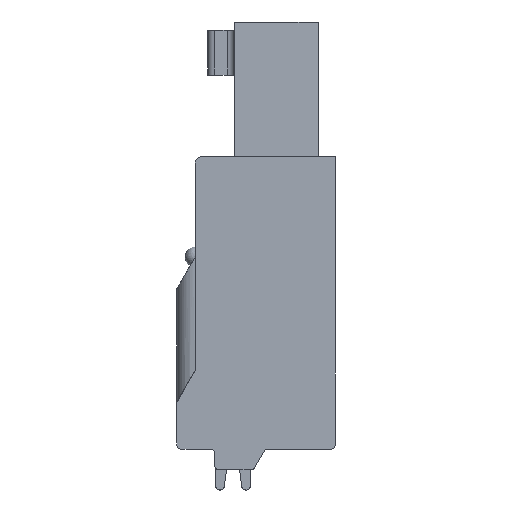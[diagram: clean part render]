
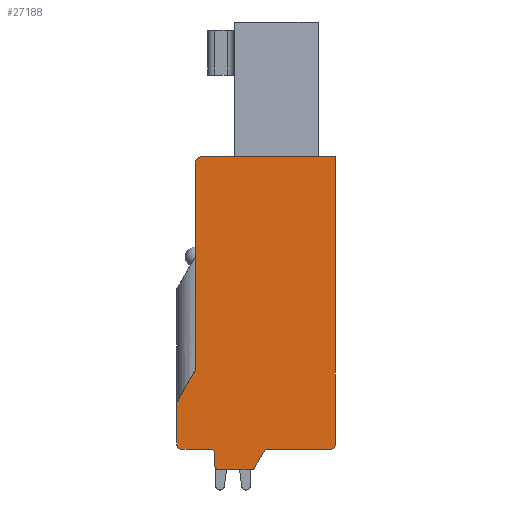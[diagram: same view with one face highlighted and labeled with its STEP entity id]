
A CAD part, front view. The second image highlights one B-rep face of the part: STEP entity #27188.
In plain terms, the highlighted planar face has unit normal (0, -1, 0).
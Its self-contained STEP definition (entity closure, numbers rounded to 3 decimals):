
#2870=DIRECTION('',(0.,0.,-1.));
#2871=VECTOR('',#2870,10.141);
#2872=CARTESIAN_POINT('',(-6.85,0.,-0.3));
#2873=LINE('',#2872,#2871);
#3267=DIRECTION('',(0.,0.,-1.));
#3268=VECTOR('',#3267,2.1);
#3269=CARTESIAN_POINT('',(-7.75,0.,-12.));
#3270=LINE('',#3269,#3268);
#3283=DIRECTION('',(1.,0.,0.));
#3284=VECTOR('',#3283,1.45);
#3285=CARTESIAN_POINT('',(-7.55,0.,-14.3));
#3286=LINE('',#3285,#3284);
#3291=DIRECTION('',(1.,0.,0.));
#3292=VECTOR('',#3291,3.107);
#3293=CARTESIAN_POINT('',(-3.307,0.,-14.3));
#3294=LINE('',#3293,#3292);
#3705=DIRECTION('',(0.,0.,1.));
#3706=VECTOR('',#3705,14.1);
#3707=CARTESIAN_POINT('',(0.,0.,-14.1));
#3708=LINE('',#3707,#3706);
#4498=DIRECTION('',(1.,0.,0.));
#4499=VECTOR('',#4498,6.55);
#4500=CARTESIAN_POINT('',(-6.55,0.,0.));
#4501=LINE('',#4500,#4499);
#4502=CARTESIAN_POINT('',(-0.2,0.,-14.1));
#4503=DIRECTION('',(0.,1.,0.));
#4504=DIRECTION('',(1.,0.,0.));
#4505=AXIS2_PLACEMENT_3D('',#4502,#4503,#4504);
#4507=CARTESIAN_POINT('',(-3.307,0.,-14.5));
#4508=DIRECTION('',(0.,-1.,0.));
#4509=DIRECTION('',(0.,0.,1.));
#4510=AXIS2_PLACEMENT_3D('',#4507,#4508,#4509);
#4512=DIRECTION('',(-0.5,0.,-0.866));
#4513=VECTOR('',#4512,0.924);
#4514=CARTESIAN_POINT('',(-3.48,0.,-14.4));
#4515=LINE('',#4514,#4513);
#4516=CARTESIAN_POINT('',(-4.115,0.,-15.1));
#4517=DIRECTION('',(0.,1.,0.));
#4518=DIRECTION('',(0.866,0.,-0.5));
#4519=AXIS2_PLACEMENT_3D('',#4516,#4517,#4518);
#4521=CARTESIAN_POINT('',(-5.7,0.,-15.1));
#4522=DIRECTION('',(0.,1.,0.));
#4523=DIRECTION('',(0.,0.,-1.));
#4524=AXIS2_PLACEMENT_3D('',#4521,#4522,#4523);
#4526=CARTESIAN_POINT('',(-6.1,0.,-14.5));
#4527=DIRECTION('',(0.,-1.,0.));
#4528=DIRECTION('',(1.,0.,0.));
#4529=AXIS2_PLACEMENT_3D('',#4526,#4527,#4528);
#4531=CARTESIAN_POINT('',(-7.55,0.,-14.1));
#4532=DIRECTION('',(0.,1.,0.));
#4533=DIRECTION('',(0.,0.,-1.));
#4534=AXIS2_PLACEMENT_3D('',#4531,#4532,#4533);
#4536=DIRECTION('',(0.5,0.,0.866));
#4537=VECTOR('',#4536,1.8);
#4538=CARTESIAN_POINT('',(-7.75,0.,-12.));
#4539=LINE('',#4538,#4537);
#4540=CARTESIAN_POINT('',(-6.55,0.,-0.3));
#4541=DIRECTION('',(0.,1.,0.));
#4542=DIRECTION('',(-1.,0.,0.));
#4543=AXIS2_PLACEMENT_3D('',#4540,#4541,#4542);
#4593=DIRECTION('',(0.,0.,-1.));
#4594=VECTOR('',#4593,0.6);
#4595=CARTESIAN_POINT('',(-5.9,0.,-14.5));
#4596=LINE('',#4595,#4594);
#4605=DIRECTION('',(1.,0.,0.));
#4606=VECTOR('',#4605,1.585);
#4607=CARTESIAN_POINT('',(-5.7,0.,-15.3));
#4608=LINE('',#4607,#4606);
#17131=CARTESIAN_POINT('',(-6.85,0.,-0.3));
#17132=VERTEX_POINT('',#17131);
#17133=CARTESIAN_POINT('',(-6.85,0.,-10.441));
#17134=VERTEX_POINT('',#17133);
#17200=CARTESIAN_POINT('',(-7.75,0.,-12.));
#17201=VERTEX_POINT('',#17200);
#17202=CARTESIAN_POINT('',(-7.75,0.,-14.1));
#17203=VERTEX_POINT('',#17202);
#17204=CARTESIAN_POINT('',(-7.55,0.,-14.3));
#17205=VERTEX_POINT('',#17204);
#17206=CARTESIAN_POINT('',(-6.1,0.,-14.3));
#17207=VERTEX_POINT('',#17206);
#17212=CARTESIAN_POINT('',(-3.307,0.,-14.3));
#17213=VERTEX_POINT('',#17212);
#17214=CARTESIAN_POINT('',(-0.2,0.,-14.3));
#17215=VERTEX_POINT('',#17214);
#17272=CARTESIAN_POINT('',(0.,0.,-14.1));
#17273=VERTEX_POINT('',#17272);
#17274=CARTESIAN_POINT('',(0.,0.,0.));
#17275=VERTEX_POINT('',#17274);
#17276=CARTESIAN_POINT('',(-6.55,0.,0.));
#17277=VERTEX_POINT('',#17276);
#17304=CARTESIAN_POINT('',(-3.48,0.,-14.4));
#17305=VERTEX_POINT('',#17304);
#17306=CARTESIAN_POINT('',(-3.942,0.,-15.2));
#17307=VERTEX_POINT('',#17306);
#17308=CARTESIAN_POINT('',(-4.115,0.,-15.3));
#17309=VERTEX_POINT('',#17308);
#17310=CARTESIAN_POINT('',(-5.7,0.,-15.3));
#17311=VERTEX_POINT('',#17310);
#17312=CARTESIAN_POINT('',(-5.9,0.,-15.1));
#17313=VERTEX_POINT('',#17312);
#17314=CARTESIAN_POINT('',(-5.9,0.,-14.5));
#17315=VERTEX_POINT('',#17314);
#27155=CARTESIAN_POINT('',(0.,0.,0.));
#27156=DIRECTION('',(0.,1.,0.));
#27157=DIRECTION('',(1.,0.,0.));
#27158=AXIS2_PLACEMENT_3D('',#27155,#27156,#27157);
#27159=PLANE('',#27158);
#27160=ORIENTED_EDGE('',*,*,#26456,.T.);
#27161=ORIENTED_EDGE('',*,*,#26427,.F.);
#27162=ORIENTED_EDGE('',*,*,#26412,.T.);
#27163=ORIENTED_EDGE('',*,*,#25861,.F.);
#27165=ORIENTED_EDGE('',*,*,#27164,.T.);
#27167=ORIENTED_EDGE('',*,*,#27166,.T.);
#27169=ORIENTED_EDGE('',*,*,#27168,.T.);
#27171=ORIENTED_EDGE('',*,*,#27170,.F.);
#27173=ORIENTED_EDGE('',*,*,#27172,.T.);
#27175=ORIENTED_EDGE('',*,*,#27174,.F.);
#27177=ORIENTED_EDGE('',*,*,#27176,.T.);
#27178=ORIENTED_EDGE('',*,*,#25853,.F.);
#27179=ORIENTED_EDGE('',*,*,#25830,.T.);
#27180=ORIENTED_EDGE('',*,*,#25815,.F.);
#27182=ORIENTED_EDGE('',*,*,#27181,.T.);
#27183=ORIENTED_EDGE('',*,*,#25337,.F.);
#27185=ORIENTED_EDGE('',*,*,#27184,.T.);
#27186=EDGE_LOOP('',(#27160,#27161,#27162,#27163,#27165,#27167,#27169,#27171,
#27173,#27175,#27177,#27178,#27179,#27180,#27182,#27183,#27185));
#27187=FACE_OUTER_BOUND('',#27186,.F.);
#4506=CIRCLE('',#4505,0.2);
#4511=CIRCLE('',#4510,0.2);
#4520=CIRCLE('',#4519,0.2);
#4525=CIRCLE('',#4524,0.2);
#4530=CIRCLE('',#4529,0.2);
#4535=CIRCLE('',#4534,0.2);
#4544=CIRCLE('',#4543,0.3);
#25337=EDGE_CURVE('',#17132,#17134,#2873,.T.);
#25815=EDGE_CURVE('',#17201,#17203,#3270,.T.);
#25830=EDGE_CURVE('',#17205,#17203,#4535,.T.);
#25853=EDGE_CURVE('',#17205,#17207,#3286,.T.);
#25861=EDGE_CURVE('',#17213,#17215,#3294,.T.);
#26412=EDGE_CURVE('',#17273,#17215,#4506,.T.);
#26427=EDGE_CURVE('',#17273,#17275,#3708,.T.);
#26456=EDGE_CURVE('',#17277,#17275,#4501,.T.);
#27164=EDGE_CURVE('',#17213,#17305,#4511,.T.);
#27166=EDGE_CURVE('',#17305,#17307,#4515,.T.);
#27168=EDGE_CURVE('',#17307,#17309,#4520,.T.);
#27170=EDGE_CURVE('',#17311,#17309,#4608,.T.);
#27172=EDGE_CURVE('',#17311,#17313,#4525,.T.);
#27174=EDGE_CURVE('',#17315,#17313,#4596,.T.);
#27176=EDGE_CURVE('',#17315,#17207,#4530,.T.);
#27181=EDGE_CURVE('',#17201,#17134,#4539,.T.);
#27184=EDGE_CURVE('',#17132,#17277,#4544,.T.);
#27188=ADVANCED_FACE('',(#27187),#27159,.F.);
